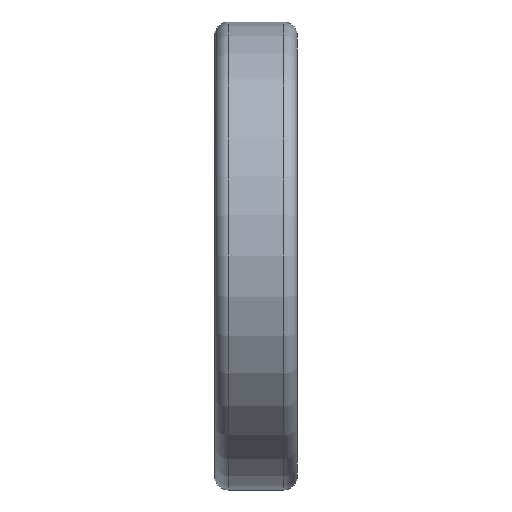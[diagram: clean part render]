
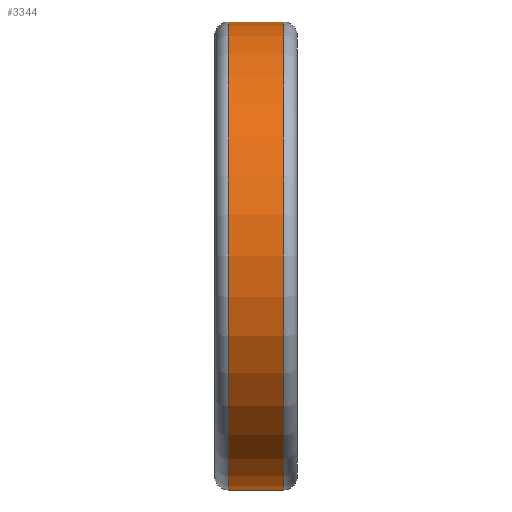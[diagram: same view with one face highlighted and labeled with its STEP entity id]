
A CAD part, left-side view. The second image highlights one B-rep face of the part: STEP entity #3344.
In plain terms, the highlighted cylindrical face has radius 26.988 mm (diameter 53.975 mm), a partial arc.
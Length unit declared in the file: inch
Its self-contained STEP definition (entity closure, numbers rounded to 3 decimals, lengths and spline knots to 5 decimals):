
#45 = VERTEX_POINT ( 'NONE', #238 ) ;
#47 = DIRECTION ( 'NONE',  ( 0., 1., 0. ) ) ;
#110 = CIRCLE ( 'NONE', #2541, 1.0625 ) ;
#114 = CARTESIAN_POINT ( 'NONE',  ( 0., 0.3125, -1.0625 ) ) ;
#189 = EDGE_CURVE ( 'NONE', #2049, #45, #3109, .T. ) ;
#238 = CARTESIAN_POINT ( 'NONE',  ( 0., 0.0625, 1.0625 ) ) ;
#522 = ORIENTED_EDGE ( 'NONE', *, *, #768, .F. ) ;
#583 = CARTESIAN_POINT ( 'NONE',  ( 0., 0.3125, 1.0625 ) ) ;
#768 = EDGE_CURVE ( 'NONE', #2049, #2378, #3672, .T. ) ;
#865 = AXIS2_PLACEMENT_3D ( 'NONE', #3901, #2928, #3594 ) ;
#1110 = LINE ( 'NONE', #1462, #1368 ) ;
#1130 = ORIENTED_EDGE ( 'NONE', *, *, #189, .T. ) ;
#1187 = DIRECTION ( 'NONE',  ( 0., 1., 0. ) ) ;
#1275 = FACE_OUTER_BOUND ( 'NONE', #1416, .T. ) ;
#1368 = VECTOR ( 'NONE', #2810, 39.37008 ) ;
#1416 = EDGE_LOOP ( 'NONE', ( #522, #1130, #3938, #1629 ) ) ;
#1462 = CARTESIAN_POINT ( 'NONE',  ( 0., 0.125, 1.0625 ) ) ;
#1629 = ORIENTED_EDGE ( 'NONE', *, *, #3266, .F. ) ;
#1645 = AXIS2_PLACEMENT_3D ( 'NONE', #3983, #47, #2308 ) ;
#1958 = DIRECTION ( 'NONE',  ( 0., 1., 0. ) ) ;
#2049 = VERTEX_POINT ( 'NONE', #3404 ) ;
#2308 = DIRECTION ( 'NONE',  ( 0., 0., 1. ) ) ;
#2378 = VERTEX_POINT ( 'NONE', #114 ) ;
#2541 = AXIS2_PLACEMENT_3D ( 'NONE', #2820, #1187, #4147 ) ;
#2604 = VERTEX_POINT ( 'NONE', #583 ) ;
#2698 = CARTESIAN_POINT ( 'NONE',  ( 0., 0.125, -1.0625 ) ) ;
#2731 = EDGE_CURVE ( 'NONE', #45, #2604, #1110, .T. ) ;
#2810 = DIRECTION ( 'NONE',  ( 0., 1., 0. ) ) ;
#2820 = CARTESIAN_POINT ( 'NONE',  ( 0., 0.3125, 0. ) ) ;
#2928 = DIRECTION ( 'NONE',  ( 0., 1., 0. ) ) ;
#2947 = CYLINDRICAL_SURFACE ( 'NONE', #865, 1.0625 ) ;
#3109 = CIRCLE ( 'NONE', #1645, 1.0625 ) ;
#3266 = EDGE_CURVE ( 'NONE', #2378, #2604, #110, .T. ) ;
#3344 = ADVANCED_FACE ( 'NONE', ( #1275 ), #2947, .T. ) ;
#3404 = CARTESIAN_POINT ( 'NONE',  ( 0., 0.0625, -1.0625 ) ) ;
#3474 = VECTOR ( 'NONE', #1958, 39.37008 ) ;
#3594 = DIRECTION ( 'NONE',  ( 0., 0., 1. ) ) ;
#3672 = LINE ( 'NONE', #2698, #3474 ) ;
#3901 = CARTESIAN_POINT ( 'NONE',  ( 0., 0.125, 0. ) ) ;
#3938 = ORIENTED_EDGE ( 'NONE', *, *, #2731, .T. ) ;
#3983 = CARTESIAN_POINT ( 'NONE',  ( 0., 0.0625, 0. ) ) ;
#4147 = DIRECTION ( 'NONE',  ( 0., 0., 1. ) ) ;
